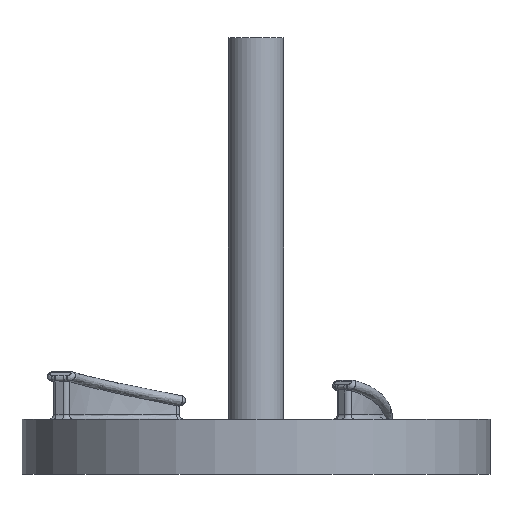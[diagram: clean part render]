
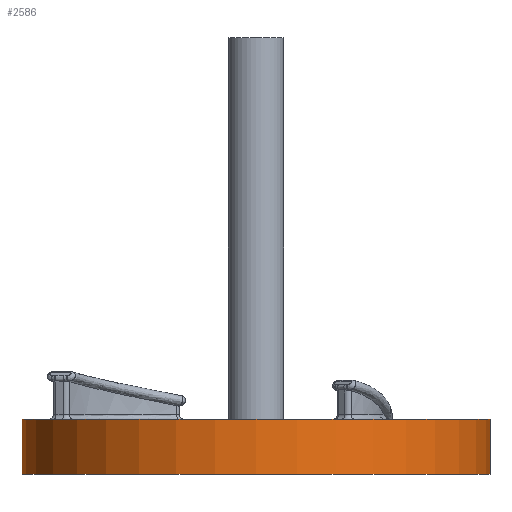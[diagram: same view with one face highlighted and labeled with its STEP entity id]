
A CAD part, front view. The second image highlights one B-rep face of the part: STEP entity #2586.
In plain terms, the highlighted cylindrical face has radius 13.5 mm (diameter 27 mm), a partial arc.
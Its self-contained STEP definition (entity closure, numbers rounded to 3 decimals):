
#38 = DIRECTION ( 'NONE',  ( 1., 0., 0. ) ) ;
#74 = CIRCLE ( 'NONE', #3602, 13.5 ) ;
#105 = EDGE_LOOP ( 'NONE', ( #1647, #2859, #2636, #501 ) ) ;
#501 = ORIENTED_EDGE ( 'NONE', *, *, #2956, .F. ) ;
#731 = CARTESIAN_POINT ( 'NONE',  ( 13.5, 0., 0. ) ) ;
#776 = EDGE_CURVE ( 'NONE', #1939, #2929, #74, .T. ) ;
#825 = VERTEX_POINT ( 'NONE', #731 ) ;
#1053 = DIRECTION ( 'NONE',  ( 0., 0., 1. ) ) ;
#1118 = CARTESIAN_POINT ( 'NONE',  ( -13.5, 0., 0. ) ) ;
#1129 = DIRECTION ( 'NONE',  ( 1., 0., 0. ) ) ;
#1134 = CARTESIAN_POINT ( 'NONE',  ( -13.5, 0., -3.175 ) ) ;
#1145 = CIRCLE ( 'NONE', #1390, 13.5 ) ;
#1284 = DIRECTION ( 'NONE',  ( 0., 0., 1. ) ) ;
#1390 = AXIS2_PLACEMENT_3D ( 'NONE', #1618, #1053, #3748 ) ;
#1428 = LINE ( 'NONE', #1134, #2403 ) ;
#1618 = CARTESIAN_POINT ( 'NONE',  ( 0., 0., 0. ) ) ;
#1647 = ORIENTED_EDGE ( 'NONE', *, *, #3107, .F. ) ;
#1789 = CARTESIAN_POINT ( 'NONE',  ( -13.5, 0., -3.175 ) ) ;
#1901 = VERTEX_POINT ( 'NONE', #1118 ) ;
#1939 = VERTEX_POINT ( 'NONE', #1789 ) ;
#1954 = AXIS2_PLACEMENT_3D ( 'NONE', #3827, #2627, #1129 ) ;
#2065 = FACE_OUTER_BOUND ( 'NONE', #105, .T. ) ;
#2174 = CARTESIAN_POINT ( 'NONE',  ( 13.5, 0., -3.175 ) ) ;
#2253 = EDGE_CURVE ( 'NONE', #2929, #825, #2849, .T. ) ;
#2403 = VECTOR ( 'NONE', #3544, 1000. ) ;
#2586 = ADVANCED_FACE ( 'NONE', ( #2065 ), #3278, .T. ) ;
#2627 = DIRECTION ( 'NONE',  ( 0., 0., 1. ) ) ;
#2636 = ORIENTED_EDGE ( 'NONE', *, *, #2253, .T. ) ;
#2809 = DIRECTION ( 'NONE',  ( 0., 0., 1. ) ) ;
#2849 = LINE ( 'NONE', #3133, #3596 ) ;
#2859 = ORIENTED_EDGE ( 'NONE', *, *, #776, .T. ) ;
#2929 = VERTEX_POINT ( 'NONE', #2174 ) ;
#2956 = EDGE_CURVE ( 'NONE', #1901, #825, #1145, .T. ) ;
#3011 = CARTESIAN_POINT ( 'NONE',  ( 0., 0., -3.175 ) ) ;
#3107 = EDGE_CURVE ( 'NONE', #1939, #1901, #1428, .T. ) ;
#3133 = CARTESIAN_POINT ( 'NONE',  ( 13.5, 0., -3.175 ) ) ;
#3278 = CYLINDRICAL_SURFACE ( 'NONE', #1954, 13.5 ) ;
#3544 = DIRECTION ( 'NONE',  ( 0., 0., 1. ) ) ;
#3596 = VECTOR ( 'NONE', #2809, 1000. ) ;
#3602 = AXIS2_PLACEMENT_3D ( 'NONE', #3011, #1284, #38 ) ;
#3748 = DIRECTION ( 'NONE',  ( 1., 0., 0. ) ) ;
#3827 = CARTESIAN_POINT ( 'NONE',  ( 0., 0., -3.175 ) ) ;
